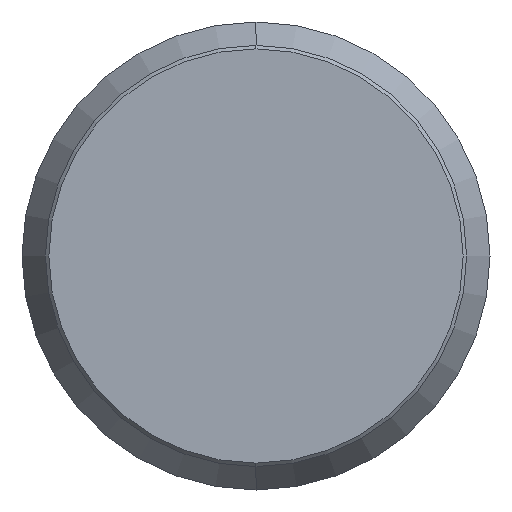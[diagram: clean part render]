
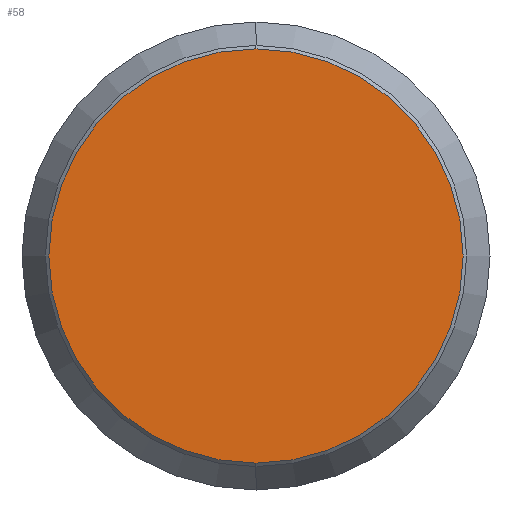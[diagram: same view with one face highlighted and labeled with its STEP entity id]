
A CAD part, left-side view. The second image highlights one B-rep face of the part: STEP entity #58.
In plain terms, the highlighted planar face has unit normal (-1, 0, 0).
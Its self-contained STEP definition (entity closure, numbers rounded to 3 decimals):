
#36 = EDGE_LOOP ( 'NONE', ( #478, #391 ) ) ;
#53 = DIRECTION ( 'NONE',  ( 0., 0., -1. ) ) ;
#58 = ADVANCED_FACE ( 'NONE', ( #420 ), #241, .F. ) ;
#82 = VERTEX_POINT ( 'NONE', #168 ) ;
#85 = VERTEX_POINT ( 'NONE', #392 ) ;
#105 = DIRECTION ( 'NONE',  ( -1., 0., 0. ) ) ;
#110 = DIRECTION ( 'NONE',  ( 0., 0., 1. ) ) ;
#119 = AXIS2_PLACEMENT_3D ( 'NONE', #403, #105, #185 ) ;
#138 = DIRECTION ( 'NONE',  ( -1., 0., 0. ) ) ;
#168 = CARTESIAN_POINT ( 'NONE',  ( 0., 0., -17.7 ) ) ;
#185 = DIRECTION ( 'NONE',  ( 0., 0., 1. ) ) ;
#241 = PLANE ( 'NONE',  #360 ) ;
#261 = CARTESIAN_POINT ( 'NONE',  ( 0., 0., 0. ) ) ;
#270 = EDGE_CURVE ( 'NONE', #82, #85, #429, .T. ) ;
#360 = AXIS2_PLACEMENT_3D ( 'NONE', #361, #476, #53 ) ;
#361 = CARTESIAN_POINT ( 'NONE',  ( 0., 0., 0. ) ) ;
#391 = ORIENTED_EDGE ( 'NONE', *, *, #398, .T. ) ;
#392 = CARTESIAN_POINT ( 'NONE',  ( 0., 0., 17.7 ) ) ;
#398 = EDGE_CURVE ( 'NONE', #85, #82, #436, .T. ) ;
#403 = CARTESIAN_POINT ( 'NONE',  ( 0., 0., 0. ) ) ;
#420 = FACE_OUTER_BOUND ( 'NONE', #36, .T. ) ;
#429 = CIRCLE ( 'NONE', #119, 17.7 ) ;
#436 = CIRCLE ( 'NONE', #441, 17.7 ) ;
#441 = AXIS2_PLACEMENT_3D ( 'NONE', #261, #138, #110 ) ;
#476 = DIRECTION ( 'NONE',  ( 1., 0., 0. ) ) ;
#478 = ORIENTED_EDGE ( 'NONE', *, *, #270, .T. ) ;
